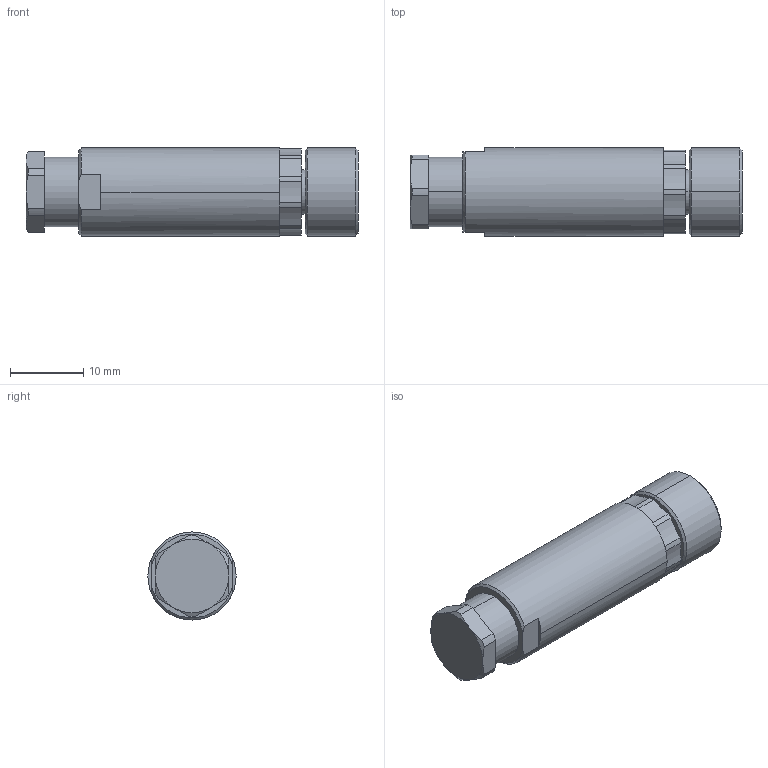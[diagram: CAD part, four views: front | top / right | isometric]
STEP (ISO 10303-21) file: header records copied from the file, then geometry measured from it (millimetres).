
FILE_DESCRIPTION((''),'2;1');
FILE_NAME('DM_CAD-2050','2014-12-03T',('Creinig-se'),(''),'PRO/ENGINEER BY PARAMETRIC TECHNOLOGY CORPORATION, 2013050','PRO/ENGINEER BY PARAMETRIC TECHNOLOGY CORPORATION, 2013050','');
FILE_SCHEMA(('CONFIG_CONTROL_DESIGN'));
Length unit declared in the file: millimetre
Products named in the file (1): DM_CAD-2050
Bounding box: 45.2 x 12 x 12 mm (x, y, z)
Volume: 4652.2 mm3; surface area: 2284.4 mm2
Topology: 1 solids, 1 shells, 126 faces, 335 edges, 216 vertices
Faces by surface type: cylinder 46, plane 38, cone 30, extrusion 6, bspline 6
Entity records: 6080 total; most frequent: CARTESIAN_POINT 1219, DIRECTION 662, ORIENTED_EDGE 658, PRESENTATION_STYLE_ASSIGNMENT 390, STYLED_ITEM 336, CURVE_STYLE 335, EDGE_CURVE 329, AXIS2_PLACEMENT_3D 275
